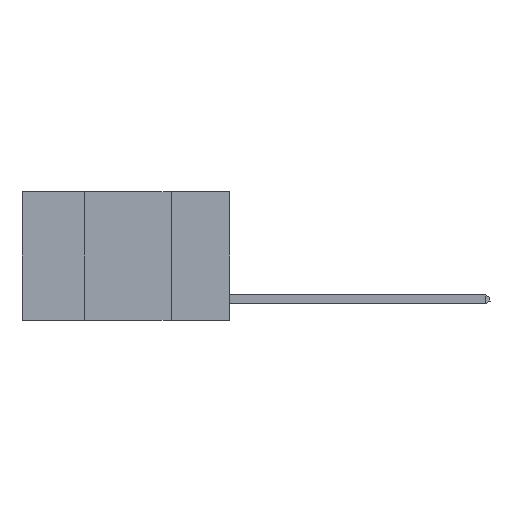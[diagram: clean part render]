
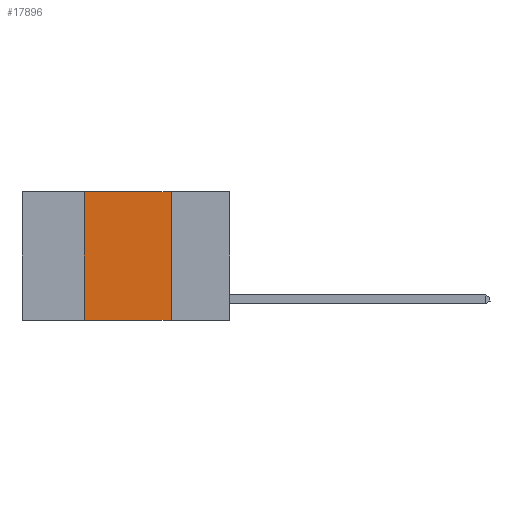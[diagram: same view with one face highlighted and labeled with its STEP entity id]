
A CAD part, left-side view. The second image highlights one B-rep face of the part: STEP entity #17896.
In plain terms, the highlighted planar face has unit normal (-1, 0, 0).
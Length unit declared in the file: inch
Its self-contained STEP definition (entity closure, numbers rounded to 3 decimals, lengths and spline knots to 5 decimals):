
#687 = ORIENTED_EDGE ( 'NONE', *, *, #10048, .T. ) ;
#2032 = EDGE_LOOP ( 'NONE', ( #10097, #3538, #9680, #687 ) ) ;
#2492 = CARTESIAN_POINT ( 'NONE',  ( 0., 0.42, 0. ) ) ;
#3037 = VECTOR ( 'NONE', #9596, 39.37008 ) ;
#3101 = VECTOR ( 'NONE', #4764, 39.37008 ) ;
#3538 = ORIENTED_EDGE ( 'NONE', *, *, #9717, .F. ) ;
#3867 = PLANE ( 'NONE',  #7795 ) ;
#4004 = EDGE_CURVE ( 'NONE', #12475, #13698, #10695, .T. ) ;
#4186 = CARTESIAN_POINT ( 'NONE',  ( 0., 0.17, -0.37 ) ) ;
#4448 = VECTOR ( 'NONE', #15752, 39.37008 ) ;
#4764 = DIRECTION ( 'NONE',  ( 0., -1., 0. ) ) ;
#5077 = CARTESIAN_POINT ( 'NONE',  ( 0., 0.17, 0. ) ) ;
#5324 = DIRECTION ( 'NONE',  ( 1., 0., 0. ) ) ;
#6046 = CARTESIAN_POINT ( 'NONE',  ( 0., 0.42, -0.37 ) ) ;
#6790 = LINE ( 'NONE', #5077, #13963 ) ;
#6946 = CARTESIAN_POINT ( 'NONE',  ( 0., 0.17, 0. ) ) ;
#7795 = AXIS2_PLACEMENT_3D ( 'NONE', #13891, #5324, #15323 ) ;
#7954 = DIRECTION ( 'NONE',  ( 0., 0., -1. ) ) ;
#8099 = VERTEX_POINT ( 'NONE', #4186 ) ;
#9596 = DIRECTION ( 'NONE',  ( 0., 0., 1. ) ) ;
#9680 = ORIENTED_EDGE ( 'NONE', *, *, #4004, .F. ) ;
#9717 = EDGE_CURVE ( 'NONE', #13698, #13766, #14544, .T. ) ;
#10048 = EDGE_CURVE ( 'NONE', #12475, #8099, #12526, .T. ) ;
#10097 = ORIENTED_EDGE ( 'NONE', *, *, #13222, .F. ) ;
#10695 = LINE ( 'NONE', #17653, #3037 ) ;
#12475 = VERTEX_POINT ( 'NONE', #6046 ) ;
#12526 = LINE ( 'NONE', #14340, #4448 ) ;
#13222 = EDGE_CURVE ( 'NONE', #13766, #8099, #6790, .T. ) ;
#13698 = VERTEX_POINT ( 'NONE', #2492 ) ;
#13766 = VERTEX_POINT ( 'NONE', #6946 ) ;
#13891 = CARTESIAN_POINT ( 'NONE',  ( 0., 0.6, 0. ) ) ;
#13963 = VECTOR ( 'NONE', #7954, 39.37008 ) ;
#14340 = CARTESIAN_POINT ( 'NONE',  ( 0., 0.6, -0.37 ) ) ;
#14544 = LINE ( 'NONE', #16194, #3101 ) ;
#14559 = FACE_OUTER_BOUND ( 'NONE', #2032, .T. ) ;
#15323 = DIRECTION ( 'NONE',  ( 0., 0., -1. ) ) ;
#15752 = DIRECTION ( 'NONE',  ( 0., -1., 0. ) ) ;
#16194 = CARTESIAN_POINT ( 'NONE',  ( 0., 0.6, 0. ) ) ;
#17653 = CARTESIAN_POINT ( 'NONE',  ( 0., 0.42, 0. ) ) ;
#17896 = ADVANCED_FACE ( 'NONE', ( #14559 ), #3867, .F. ) ;
